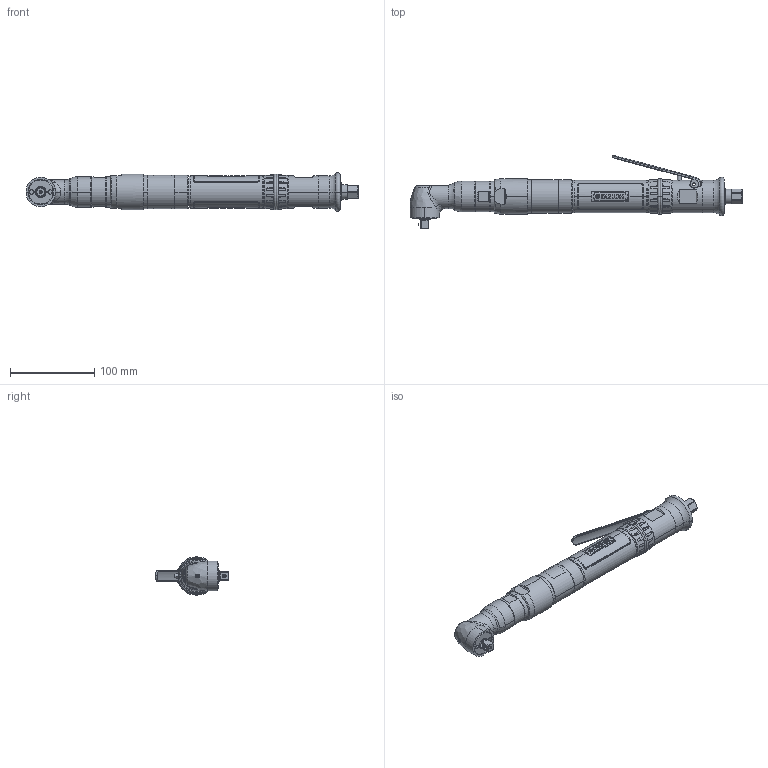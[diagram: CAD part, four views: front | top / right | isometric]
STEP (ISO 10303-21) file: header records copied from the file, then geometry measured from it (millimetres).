
FILE_DESCRIPTION((''),'2;1');
FILE_NAME('AA33LA18S-40','2010-09-07T',('EJF1116'),(''),'PRO/ENGINEER BY PARAMETRIC TECHNOLOGY CORPORATION, 2005030','PRO/ENGINEER BY PARAMETRIC TECHNOLOGY CORPORATION, 2005030','');
FILE_SCHEMA(('CONFIG_CONTROL_DESIGN'));
Length unit declared in the file: inch
Products named in the file (1): AA33LA18S-40
Bounding box: 393.25 x 87.36 x 45.42 mm (x, y, z)
Surface area: 120280.6 mm2 (no closed solid volume)
Topology: 0 solids, 130 shells, 671 faces, 3304 edges, 2626 vertices
Faces by surface type: cylinder 349, plane 160, bspline 90, cone 47, torus 23, sphere 2
Entity records: 73451 total; most frequent: CARTESIAN_POINT 49682, ORIENTED_EDGE 4537, DIRECTION 4364, EDGE_CURVE 3302, VERTEX_POINT 2626, AXIS2_PLACEMENT_3D 1624, B_SPLINE_CURVE_WITH_KNOTS 1143, VECTOR 1116
